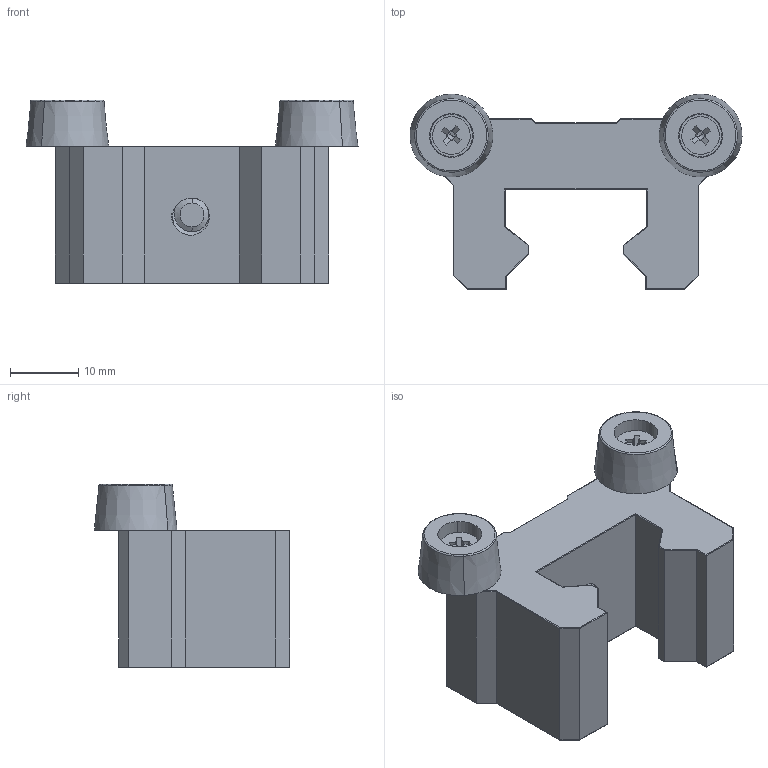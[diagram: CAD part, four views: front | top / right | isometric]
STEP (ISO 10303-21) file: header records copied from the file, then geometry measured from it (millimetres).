
FILE_DESCRIPTION (( 'STEP AP203' ), '1' );
FILE_NAME ('B109 Îãðàíè÷èòåëü õîäà äëÿ ïðîôèëüíûõ íàïðàâëÿþùèõ 20 ìì.step', '2025-11-28T10:46:02', ( '' ), ( '' ), 'SwSTEP 2.0', 'SolidWorks 2026', '' );
FILE_SCHEMA (( 'CONFIG_CONTROL_DESIGN' ));
Length unit declared in the file: millimetre
Products named in the file (2): B109 Ограничитель хода для профильных направляющих 20 мм_00; B109 Ограничитель хода для профильных направляющих 20 мм
Assembly tree (1 placements, depth 2):
  B109 Ограничитель хода для профильных направляющих 20 мм
    B109 Ограничитель хода для профильных направляющих 20 мм_00
Bounding box: 48.5 x 28.55 x 26.8 mm (x, y, z)
Volume: 14122.1 mm3; surface area: 5954.6 mm2
Topology: 1 solids, 3 shells, 351 faces, 865 edges, 527 vertices
Faces by surface type: cylinder 131, plane 99, cone 93, bspline 16, torus 12
Entity records: 19017 total; most frequent: CARTESIAN_POINT 10951, ORIENTED_EDGE 1722, DIRECTION 1615, EDGE_CURVE 861, AXIS2_PLACEMENT_3D 614, VERTEX_POINT 527, VECTOR 387, LINE 387
